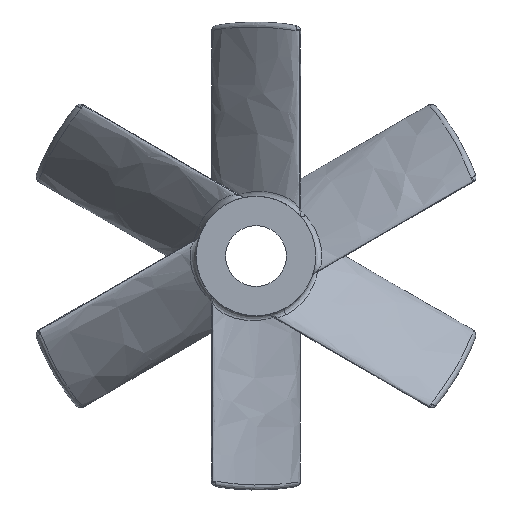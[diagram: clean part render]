
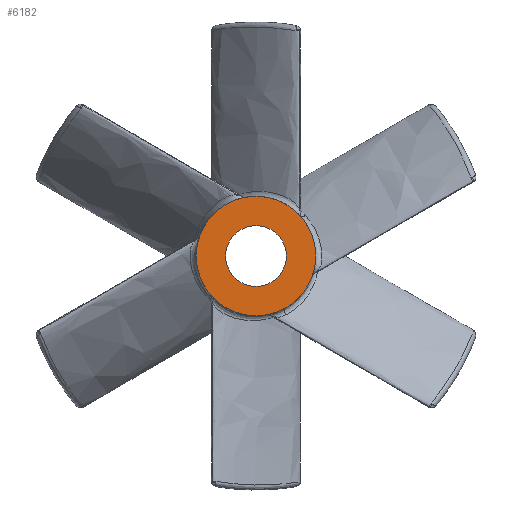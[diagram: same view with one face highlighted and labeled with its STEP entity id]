
A CAD part, left-side view. The second image highlights one B-rep face of the part: STEP entity #6182.
In plain terms, the highlighted planar face has unit normal (-1, 0, 0).
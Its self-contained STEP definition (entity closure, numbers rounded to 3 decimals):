
#148 = DIRECTION ( 'NONE',  ( -1., 0., 0. ) ) ;
#1134 = CARTESIAN_POINT ( 'NONE',  ( -5.25, -6., 0. ) ) ;
#1277 = EDGE_CURVE ( 'NONE', #15434, #6360, #16414, .T. ) ;
#1365 = AXIS2_PLACEMENT_3D ( 'NONE', #13713, #5905, #11131 ) ;
#1520 = CARTESIAN_POINT ( 'NONE',  ( -5.25, 0., 0. ) ) ;
#2099 = FACE_BOUND ( 'NONE', #10033, .T. ) ;
#2456 = AXIS2_PLACEMENT_3D ( 'NONE', #1520, #148, #13526 ) ;
#2814 = EDGE_LOOP ( 'NONE', ( #12215, #13358 ) ) ;
#2839 = CARTESIAN_POINT ( 'NONE',  ( -5.25, -3.05, 0. ) ) ;
#3310 = DIRECTION ( 'NONE',  ( 0., 1., 0. ) ) ;
#3635 = DIRECTION ( 'NONE',  ( -1., 0., 0. ) ) ;
#4182 = PLANE ( 'NONE',  #16689 ) ;
#5062 = EDGE_CURVE ( 'NONE', #9163, #10344, #16959, .T. ) ;
#5141 = CARTESIAN_POINT ( 'NONE',  ( -5.25, 3.05, 0. ) ) ;
#5905 = DIRECTION ( 'NONE',  ( -1., 0., 0. ) ) ;
#6182 = ADVANCED_FACE ( 'NONE', ( #2099, #8130 ), #4182, .F. ) ;
#6360 = VERTEX_POINT ( 'NONE', #11595 ) ;
#6706 = AXIS2_PLACEMENT_3D ( 'NONE', #16662, #3635, #14094 ) ;
#8130 = FACE_OUTER_BOUND ( 'NONE', #2814, .T. ) ;
#8266 = DIRECTION ( 'NONE',  ( 0., -1., 0. ) ) ;
#8763 = CIRCLE ( 'NONE', #1365, 3.05 ) ;
#9031 = AXIS2_PLACEMENT_3D ( 'NONE', #14610, #13580, #8266 ) ;
#9163 = VERTEX_POINT ( 'NONE', #2839 ) ;
#10033 = EDGE_LOOP ( 'NONE', ( #16887, #12718 ) ) ;
#10344 = VERTEX_POINT ( 'NONE', #5141 ) ;
#11131 = DIRECTION ( 'NONE',  ( 0., -1., 0. ) ) ;
#11595 = CARTESIAN_POINT ( 'NONE',  ( -5.25, 6., 0. ) ) ;
#12172 = EDGE_CURVE ( 'NONE', #10344, #9163, #8763, .T. ) ;
#12215 = ORIENTED_EDGE ( 'NONE', *, *, #1277, .T. ) ;
#12547 = DIRECTION ( 'NONE',  ( 1., 0., 0. ) ) ;
#12718 = ORIENTED_EDGE ( 'NONE', *, *, #12172, .F. ) ;
#13358 = ORIENTED_EDGE ( 'NONE', *, *, #16477, .T. ) ;
#13526 = DIRECTION ( 'NONE',  ( 0., -1., 0. ) ) ;
#13580 = DIRECTION ( 'NONE',  ( -1., 0., 0. ) ) ;
#13713 = CARTESIAN_POINT ( 'NONE',  ( -5.25, 0., 0. ) ) ;
#14094 = DIRECTION ( 'NONE',  ( 0., -1., 0. ) ) ;
#14105 = CIRCLE ( 'NONE', #6706, 6. ) ;
#14610 = CARTESIAN_POINT ( 'NONE',  ( -5.25, 0., 0. ) ) ;
#15050 = CARTESIAN_POINT ( 'NONE',  ( -5.25, 3.05, 0. ) ) ;
#15434 = VERTEX_POINT ( 'NONE', #1134 ) ;
#16414 = CIRCLE ( 'NONE', #9031, 6. ) ;
#16477 = EDGE_CURVE ( 'NONE', #6360, #15434, #14105, .T. ) ;
#16662 = CARTESIAN_POINT ( 'NONE',  ( -5.25, 0., 0. ) ) ;
#16689 = AXIS2_PLACEMENT_3D ( 'NONE', #15050, #12547, #3310 ) ;
#16887 = ORIENTED_EDGE ( 'NONE', *, *, #5062, .F. ) ;
#16959 = CIRCLE ( 'NONE', #2456, 3.05 ) ;
